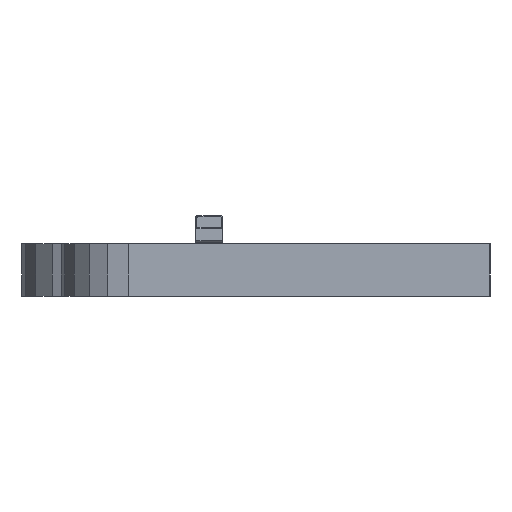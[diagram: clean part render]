
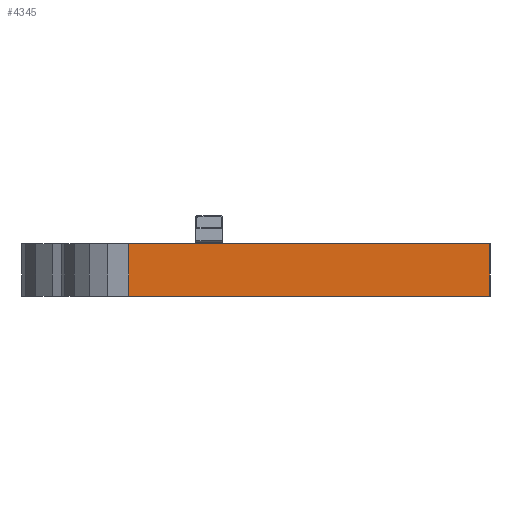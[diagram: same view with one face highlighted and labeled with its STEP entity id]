
A CAD part, left-side view. The second image highlights one B-rep face of the part: STEP entity #4345.
In plain terms, the highlighted planar face has unit normal (-1, 0, 0).
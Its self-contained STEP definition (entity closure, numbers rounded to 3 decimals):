
#4345 = ADVANCED_FACE('',(#4346),#4360,.F.);
#4346 = FACE_BOUND('',#4347,.F.);
#4347 = EDGE_LOOP('',(#4348,#4383,#4411,#4439));
#4348 = ORIENTED_EDGE('',*,*,#4349,.T.);
#4349 = EDGE_CURVE('',#4350,#4352,#4354,.T.);
#4350 = VERTEX_POINT('',#4351);
#4351 = CARTESIAN_POINT('',(46.484,-140.785,0.));
#4352 = VERTEX_POINT('',#4353);
#4353 = CARTESIAN_POINT('',(46.484,-140.785,1.6));
#4354 = SURFACE_CURVE('',#4355,(#4359,#4371),.PCURVE_S1.);
#4355 = LINE('',#4356,#4357);
#4356 = CARTESIAN_POINT('',(46.484,-140.785,0.));
#4357 = VECTOR('',#4358,1.);
#4358 = DIRECTION('',(0.,0.,1.));
#4359 = PCURVE('',#4360,#4365);
#4360 = PLANE('',#4361);
#4361 = AXIS2_PLACEMENT_3D('',#4362,#4363,#4364);
#4362 = CARTESIAN_POINT('',(46.484,-140.785,0.));
#4363 = DIRECTION('',(1.,0.,-0.));
#4364 = DIRECTION('',(0.,-1.,0.));
#4365 = DEFINITIONAL_REPRESENTATION('',(#4366),#4370);
#4366 = LINE('',#4367,#4368);
#4367 = CARTESIAN_POINT('',(0.,0.));
#4368 = VECTOR('',#4369,1.);
#4369 = DIRECTION('',(0.,-1.));
#4370 = ( GEOMETRIC_REPRESENTATION_CONTEXT(2) 
PARAMETRIC_REPRESENTATION_CONTEXT() REPRESENTATION_CONTEXT('2D SPACE',''
  ) );
#4371 = PCURVE('',#4372,#4377);
#4372 = PLANE('',#4373);
#4373 = AXIS2_PLACEMENT_3D('',#4374,#4375,#4376);
#4374 = CARTESIAN_POINT('',(46.59,-140.15,0.));
#4375 = DIRECTION('',(0.986,-0.164,0.));
#4376 = DIRECTION('',(-0.164,-0.986,0.));
#4377 = DEFINITIONAL_REPRESENTATION('',(#4378),#4382);
#4378 = LINE('',#4379,#4380);
#4379 = CARTESIAN_POINT('',(0.644,0.));
#4380 = VECTOR('',#4381,1.);
#4381 = DIRECTION('',(0.,-1.));
#4382 = ( GEOMETRIC_REPRESENTATION_CONTEXT(2) 
PARAMETRIC_REPRESENTATION_CONTEXT() REPRESENTATION_CONTEXT('2D SPACE',''
  ) );
#4383 = ORIENTED_EDGE('',*,*,#4384,.T.);
#4384 = EDGE_CURVE('',#4352,#4385,#4387,.T.);
#4385 = VERTEX_POINT('',#4386);
#4386 = CARTESIAN_POINT('',(46.484,-151.792,1.6));
#4387 = SURFACE_CURVE('',#4388,(#4392,#4399),.PCURVE_S1.);
#4388 = LINE('',#4389,#4390);
#4389 = CARTESIAN_POINT('',(46.484,-140.785,1.6));
#4390 = VECTOR('',#4391,1.);
#4391 = DIRECTION('',(0.,-1.,0.));
#4392 = PCURVE('',#4360,#4393);
#4393 = DEFINITIONAL_REPRESENTATION('',(#4394),#4398);
#4394 = LINE('',#4395,#4396);
#4395 = CARTESIAN_POINT('',(0.,-1.6));
#4396 = VECTOR('',#4397,1.);
#4397 = DIRECTION('',(1.,0.));
#4398 = ( GEOMETRIC_REPRESENTATION_CONTEXT(2) 
PARAMETRIC_REPRESENTATION_CONTEXT() REPRESENTATION_CONTEXT('2D SPACE',''
  ) );
#4399 = PCURVE('',#4400,#4405);
#4400 = PLANE('',#4401);
#4401 = AXIS2_PLACEMENT_3D('',#4402,#4403,#4404);
#4402 = CARTESIAN_POINT('',(186.343,-145.226,1.6));
#4403 = DIRECTION('',(0.,0.,1.));
#4404 = DIRECTION('',(1.,0.,-0.));
#4405 = DEFINITIONAL_REPRESENTATION('',(#4406),#4410);
#4406 = LINE('',#4407,#4408);
#4407 = CARTESIAN_POINT('',(-139.859,4.441));
#4408 = VECTOR('',#4409,1.);
#4409 = DIRECTION('',(0.,-1.));
#4410 = ( GEOMETRIC_REPRESENTATION_CONTEXT(2) 
PARAMETRIC_REPRESENTATION_CONTEXT() REPRESENTATION_CONTEXT('2D SPACE',''
  ) );
#4411 = ORIENTED_EDGE('',*,*,#4412,.F.);
#4412 = EDGE_CURVE('',#4413,#4385,#4415,.T.);
#4413 = VERTEX_POINT('',#4414);
#4414 = CARTESIAN_POINT('',(46.484,-151.792,0.));
#4415 = SURFACE_CURVE('',#4416,(#4420,#4427),.PCURVE_S1.);
#4416 = LINE('',#4417,#4418);
#4417 = CARTESIAN_POINT('',(46.484,-151.792,0.));
#4418 = VECTOR('',#4419,1.);
#4419 = DIRECTION('',(0.,0.,1.));
#4420 = PCURVE('',#4360,#4421);
#4421 = DEFINITIONAL_REPRESENTATION('',(#4422),#4426);
#4422 = LINE('',#4423,#4424);
#4423 = CARTESIAN_POINT('',(11.007,0.));
#4424 = VECTOR('',#4425,1.);
#4425 = DIRECTION('',(0.,-1.));
#4426 = ( GEOMETRIC_REPRESENTATION_CONTEXT(2) 
PARAMETRIC_REPRESENTATION_CONTEXT() REPRESENTATION_CONTEXT('2D SPACE',''
  ) );
#4427 = PCURVE('',#4428,#4433);
#4428 = PLANE('',#4429);
#4429 = AXIS2_PLACEMENT_3D('',#4430,#4431,#4432);
#4430 = CARTESIAN_POINT('',(46.484,-151.792,0.));
#4431 = DIRECTION('',(0.,1.,0.));
#4432 = DIRECTION('',(1.,0.,0.));
#4433 = DEFINITIONAL_REPRESENTATION('',(#4434),#4438);
#4434 = LINE('',#4435,#4436);
#4435 = CARTESIAN_POINT('',(0.,0.));
#4436 = VECTOR('',#4437,1.);
#4437 = DIRECTION('',(0.,-1.));
#4438 = ( GEOMETRIC_REPRESENTATION_CONTEXT(2) 
PARAMETRIC_REPRESENTATION_CONTEXT() REPRESENTATION_CONTEXT('2D SPACE',''
  ) );
#4439 = ORIENTED_EDGE('',*,*,#4440,.F.);
#4440 = EDGE_CURVE('',#4350,#4413,#4441,.T.);
#4441 = SURFACE_CURVE('',#4442,(#4446,#4453),.PCURVE_S1.);
#4442 = LINE('',#4443,#4444);
#4443 = CARTESIAN_POINT('',(46.484,-140.785,0.));
#4444 = VECTOR('',#4445,1.);
#4445 = DIRECTION('',(0.,-1.,0.));
#4446 = PCURVE('',#4360,#4447);
#4447 = DEFINITIONAL_REPRESENTATION('',(#4448),#4452);
#4448 = LINE('',#4449,#4450);
#4449 = CARTESIAN_POINT('',(0.,0.));
#4450 = VECTOR('',#4451,1.);
#4451 = DIRECTION('',(1.,0.));
#4452 = ( GEOMETRIC_REPRESENTATION_CONTEXT(2) 
PARAMETRIC_REPRESENTATION_CONTEXT() REPRESENTATION_CONTEXT('2D SPACE',''
  ) );
#4453 = PCURVE('',#4454,#4459);
#4454 = PLANE('',#4455);
#4455 = AXIS2_PLACEMENT_3D('',#4456,#4457,#4458);
#4456 = CARTESIAN_POINT('',(186.343,-145.226,0.));
#4457 = DIRECTION('',(0.,0.,1.));
#4458 = DIRECTION('',(1.,0.,-0.));
#4459 = DEFINITIONAL_REPRESENTATION('',(#4460),#4464);
#4460 = LINE('',#4461,#4462);
#4461 = CARTESIAN_POINT('',(-139.859,4.441));
#4462 = VECTOR('',#4463,1.);
#4463 = DIRECTION('',(0.,-1.));
#4464 = ( GEOMETRIC_REPRESENTATION_CONTEXT(2) 
PARAMETRIC_REPRESENTATION_CONTEXT() REPRESENTATION_CONTEXT('2D SPACE',''
  ) );
